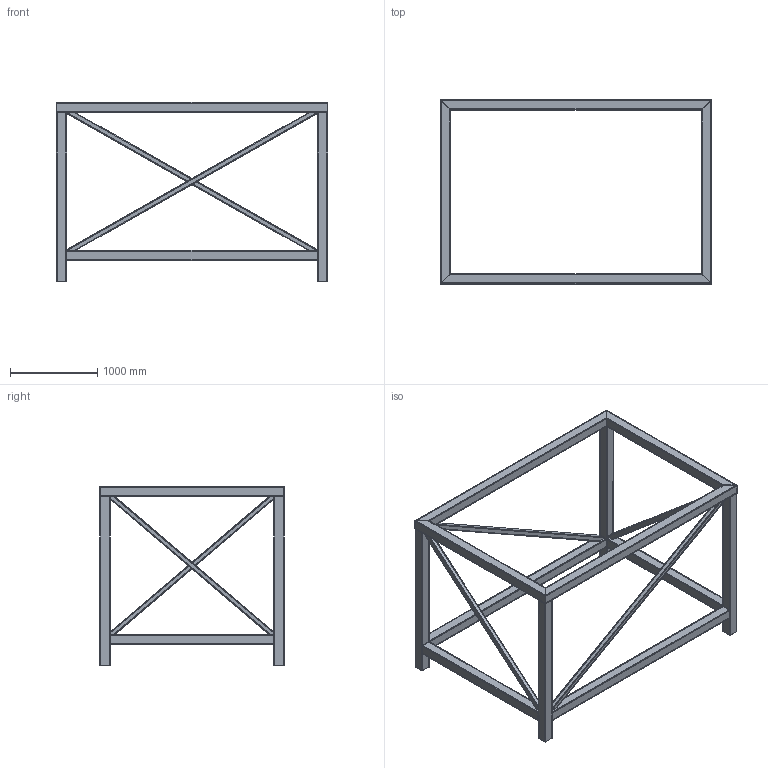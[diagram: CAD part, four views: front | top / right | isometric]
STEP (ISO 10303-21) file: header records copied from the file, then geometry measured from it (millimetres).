
FILE_DESCRIPTION( ( 'Unknown' ), '1' );
FILE_NAME( 'Ferm tutorial.stp', 'Unknown', ( 'Unknown' ), ( 'Unknown' ), 'PSStep 14.0', 'Unknown', ' ' );
FILE_SCHEMA( ( 'AUTOMOTIVE_DESIGN { 1 0 10303 214 1 1 1 1 }' ) );
Length unit declared in the file: millimetre
Products named in the file (17): Assem1; Section_DIN_EN_10210_1997_120x120x6.3_v10.00-oa0; Section_DIN_EN_10210_1997_120x120x6.3_v10.00-oa1; Section_DIN_EN_10210_1997_120x120x6.3_v10.00-oa2; Section_DIN_EN_10210_1997_120x120x6.3_v10.00-oa3; Section_DIN_EN_10210_1997_120x120x6.3_v10.00-oa4; Section_DIN_EN_10210_1997_120x120x6.3_v10.00-oa5; Section_DIN_EN_10210_1997_120x120x6.3_v10.00-oa6; Section_DIN_EN_10210_1997_120x120x6.3_v10.00-oa7; Section_DIN_EN_10210_1997_120x120x6.3_v10.00-oa8; Section_DIN_EN_10210_1997_120x120x6.3_v10.00-oa9; Section_DIN_EN_10210_1997_120x120x6.3_v10.00-oa10; Section_DIN_EN_10210_1997_120x120x6.3_v10.00-oa11; Section_DIN_EN_10210_1997_60x60x5_v10.00-oa12; Section_DIN_EN_10210_1997_60x60x5_v10.00-oa13; Section_DIN_EN_10210_1997_60x60x5_v10.00-oa14; Section_DIN_EN_10210_1997_60x60x5_v10.00-oa15
Bounding box: 3120 x 2120 x 2060 mm (x, y, z)
Volume: 178807056.8 mm3; surface area: 57813610.3 mm2
Topology: 32 solids, 32 shells, 592 faces, 1632 edges, 1088 vertices
Faces by surface type: plane 336, cylinder 256
Entity records: 12126 total; most frequent: DIRECTION 1706, CARTESIAN_POINT 1673, ORIENTED_EDGE 1632, EDGE_CURVE 816, AXIS2_PLACEMENT_3D 577, LINE 552, VECTOR 552, VERTEX_POINT 544
